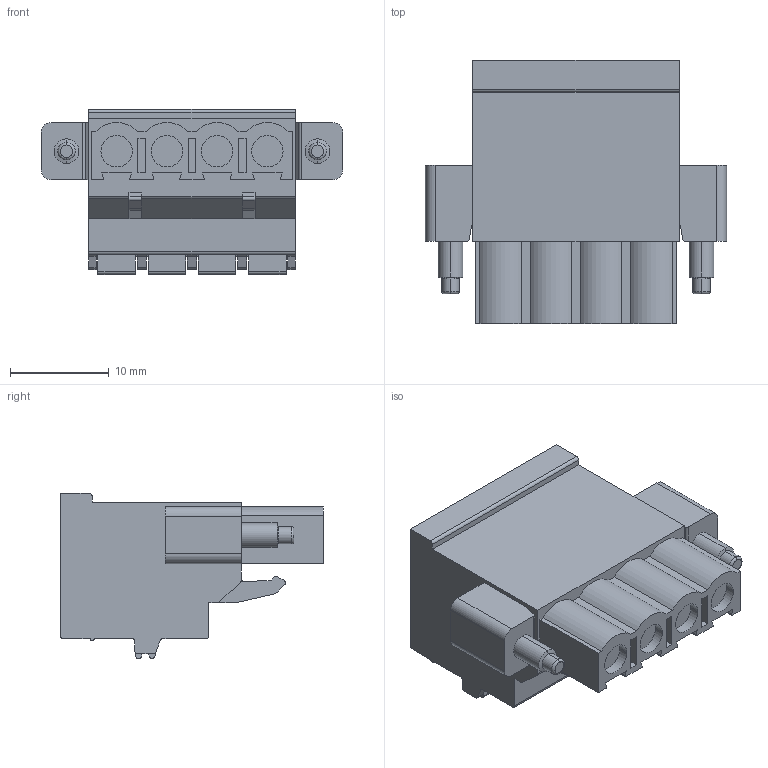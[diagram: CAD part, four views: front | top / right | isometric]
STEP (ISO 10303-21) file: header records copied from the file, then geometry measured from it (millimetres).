
FILE_DESCRIPTION((''),'2;1');
FILE_NAME('3333','2024-09-27T13:40:57',('tluser'),(''),'CREO PARAMETRIC BY PTC INC, 2018100','CREO PARAMETRIC BY PTC INC, 2018100','');
FILE_SCHEMA(('CONFIG_CONTROL_DESIGN'));
Length unit declared in the file: millimetre
Products named in the file (1): 3333
Bounding box: 30.48 x 26.6 x 16.71 mm (x, y, z)
Volume: 6118.8 mm3; surface area: 3279.2 mm2
Topology: 1 solids, 1 shells, 308 faces, 801 edges, 530 vertices
Faces by surface type: plane 195, cylinder 105, cone 4, torus 4
Entity records: 9473 total; most frequent: DIRECTION 1643, CARTESIAN_POINT 1639, ORIENTED_EDGE 1602, EDGE_CURVE 801, VECTOR 575, LINE 575, AXIS2_PLACEMENT_3D 534, VERTEX_POINT 530
